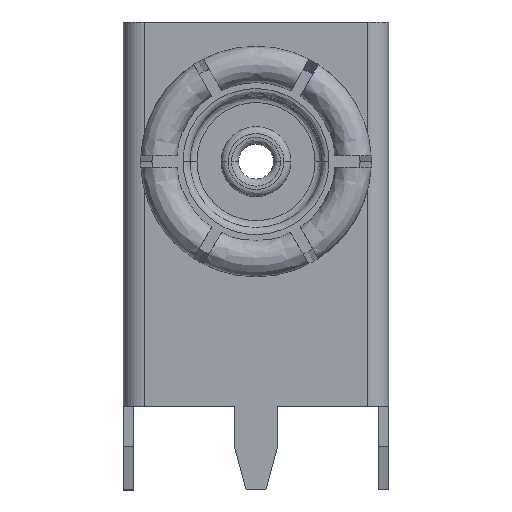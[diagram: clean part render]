
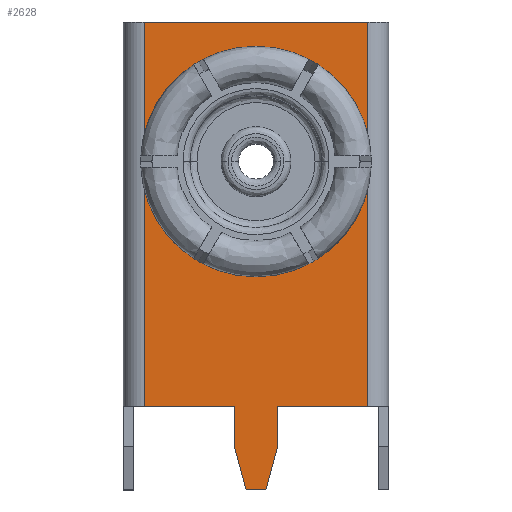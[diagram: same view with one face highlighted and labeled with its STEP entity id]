
A CAD part, top view. The second image highlights one B-rep face of the part: STEP entity #2628.
In plain terms, the highlighted planar face has unit normal (0, 0, 1).
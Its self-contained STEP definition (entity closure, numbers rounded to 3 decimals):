
#8 = CARTESIAN_POINT ( 'NONE',  ( 4.713, -2.735, 0.254 ) ) ;
#14 = CARTESIAN_POINT ( 'NONE',  ( 5.864, -4.259, 0.254 ) ) ;
#24 = DIRECTION ( 'NONE',  ( 0., 0., 1. ) ) ;
#178 = EDGE_CURVE ( 'NONE', #5519, #3231, #5965, .T. ) ;
#180 = DIRECTION ( 'NONE',  ( -1., 0., 0. ) ) ;
#254 = CARTESIAN_POINT ( 'NONE',  ( 5.5, 12.759, 0.254 ) ) ;
#272 = CARTESIAN_POINT ( 'NONE',  ( 1.436, -2.735, 0.254 ) ) ;
#320 = EDGE_LOOP ( 'NONE', ( #4731, #4689 ) ) ;
#344 = DIRECTION ( 'NONE',  ( -0.259, -0.966, 0. ) ) ;
#446 = CARTESIAN_POINT ( 'NONE',  ( 6.287, -2.678, 0.254 ) ) ;
#466 = ORIENTED_EDGE ( 'NONE', *, *, #5285, .F. ) ;
#518 = ORIENTED_EDGE ( 'NONE', *, *, #1935, .F. ) ;
#569 = VECTOR ( 'NONE', #2198, 1000. ) ;
#579 = AXIS2_PLACEMENT_3D ( 'NONE', #1636, #1094, #1058 ) ;
#585 = CIRCLE ( 'NONE', #4400, 0.762 ) ;
#650 = CARTESIAN_POINT ( 'NONE',  ( 4.713, -1.211, 0.254 ) ) ;
#737 = LINE ( 'NONE', #3841, #747 ) ;
#747 = VECTOR ( 'NONE', #6041, 1000. ) ;
#801 = CARTESIAN_POINT ( 'NONE',  ( 5.5, -1.211, 0.254 ) ) ;
#907 = VERTEX_POINT ( 'NONE', #5503 ) ;
#914 = LINE ( 'NONE', #254, #1650 ) ;
#916 = CARTESIAN_POINT ( 'NONE',  ( 6.287, -2.678, 0.254 ) ) ;
#931 = DIRECTION ( 'NONE',  ( 0., 1., 0. ) ) ;
#1041 = CARTESIAN_POINT ( 'NONE',  ( 1.436, 12.759, 0.254 ) ) ;
#1058 = DIRECTION ( 'NONE',  ( 0., 1., 0. ) ) ;
#1094 = DIRECTION ( 'NONE',  ( 0., 0., -1. ) ) ;
#1216 = AXIS2_PLACEMENT_3D ( 'NONE', #2842, #4881, #5393 ) ;
#1273 = ORIENTED_EDGE ( 'NONE', *, *, #4713, .F. ) ;
#1290 = VECTOR ( 'NONE', #931, 1000. ) ;
#1363 = DIRECTION ( 'NONE',  ( 0., 1., 0. ) ) ;
#1518 = EDGE_CURVE ( 'NONE', #6123, #3857, #5038, .T. ) ;
#1606 = FACE_OUTER_BOUND ( 'NONE', #4152, .T. ) ;
#1636 = CARTESIAN_POINT ( 'NONE',  ( 5.5, -2.735, 0.254 ) ) ;
#1647 = ORIENTED_EDGE ( 'NONE', *, *, #3036, .F. ) ;
#1650 = VECTOR ( 'NONE', #4080, 1000. ) ;
#1763 = EDGE_CURVE ( 'NONE', #3946, #5183, #914, .T. ) ;
#1906 = DIRECTION ( 'NONE',  ( 0., -1., 0. ) ) ;
#1935 = EDGE_CURVE ( 'NONE', #907, #2855, #5301, .T. ) ;
#1983 = CARTESIAN_POINT ( 'NONE',  ( 1.436, -1.211, 0.254 ) ) ;
#2006 = ORIENTED_EDGE ( 'NONE', *, *, #6168, .F. ) ;
#2198 = DIRECTION ( 'NONE',  ( -0.259, 0.966, 0. ) ) ;
#2233 = EDGE_CURVE ( 'NONE', #5183, #3304, #3482, .T. ) ;
#2381 = LINE ( 'NONE', #4513, #5562 ) ;
#2404 = CARTESIAN_POINT ( 'NONE',  ( 6.287, -2.735, 0.254 ) ) ;
#2602 = VECTOR ( 'NONE', #344, 1000. ) ;
#2613 = FACE_BOUND ( 'NONE', #320, .T. ) ;
#2628 = ADVANCED_FACE ( 'NONE', ( #1606, #2613 ), #5213, .F. ) ;
#2813 = CARTESIAN_POINT ( 'NONE',  ( 4.738, 7.679, 0.254 ) ) ;
#2842 = CARTESIAN_POINT ( 'NONE',  ( 5.5, 7.679, 0.254 ) ) ;
#2855 = VERTEX_POINT ( 'NONE', #6581 ) ;
#2865 = ORIENTED_EDGE ( 'NONE', *, *, #4702, .F. ) ;
#2990 = LINE ( 'NONE', #8, #4304 ) ;
#3036 = EDGE_CURVE ( 'NONE', #4852, #907, #2381, .T. ) ;
#3069 = ORIENTED_EDGE ( 'NONE', *, *, #1518, .F. ) ;
#3157 = VECTOR ( 'NONE', #180, 1000. ) ;
#3231 = VERTEX_POINT ( 'NONE', #2813 ) ;
#3304 = VERTEX_POINT ( 'NONE', #4329 ) ;
#3482 = LINE ( 'NONE', #5667, #4985 ) ;
#3553 = CARTESIAN_POINT ( 'NONE',  ( 6.287, -1.211, 0.254 ) ) ;
#3588 = LINE ( 'NONE', #446, #2602 ) ;
#3841 = CARTESIAN_POINT ( 'NONE',  ( 5.5, -1.211, 0.254 ) ) ;
#3857 = VERTEX_POINT ( 'NONE', #916 ) ;
#3946 = VERTEX_POINT ( 'NONE', #1041 ) ;
#4080 = DIRECTION ( 'NONE',  ( 1., 0., 0. ) ) ;
#4152 = EDGE_LOOP ( 'NONE', ( #2865, #4838, #518, #1647, #466, #3069, #1273, #6540, #4236, #2006 ) ) ;
#4236 = ORIENTED_EDGE ( 'NONE', *, *, #1763, .F. ) ;
#4304 = VECTOR ( 'NONE', #1363, 1000. ) ;
#4329 = CARTESIAN_POINT ( 'NONE',  ( 9.564, -1.211, 0.254 ) ) ;
#4373 = CARTESIAN_POINT ( 'NONE',  ( 5.136, -4.259, 0.254 ) ) ;
#4400 = AXIS2_PLACEMENT_3D ( 'NONE', #5362, #24, #4826 ) ;
#4509 = CARTESIAN_POINT ( 'NONE',  ( 9.564, 12.759, 0.254 ) ) ;
#4513 = CARTESIAN_POINT ( 'NONE',  ( 5.5, -4.259, 0.254 ) ) ;
#4583 = DIRECTION ( 'NONE',  ( 0., -1., 0. ) ) ;
#4689 = ORIENTED_EDGE ( 'NONE', *, *, #6001, .F. ) ;
#4702 = EDGE_CURVE ( 'NONE', #6243, #4822, #737, .T. ) ;
#4713 = EDGE_CURVE ( 'NONE', #3304, #6123, #5431, .T. ) ;
#4731 = ORIENTED_EDGE ( 'NONE', *, *, #178, .F. ) ;
#4822 = VERTEX_POINT ( 'NONE', #1983 ) ;
#4826 = DIRECTION ( 'NONE',  ( 1., 0., 0. ) ) ;
#4838 = ORIENTED_EDGE ( 'NONE', *, *, #6116, .F. ) ;
#4852 = VERTEX_POINT ( 'NONE', #14 ) ;
#4881 = DIRECTION ( 'NONE',  ( 0., 0., 1. ) ) ;
#4985 = VECTOR ( 'NONE', #4583, 1000. ) ;
#5015 = LINE ( 'NONE', #272, #1290 ) ;
#5038 = LINE ( 'NONE', #2404, #6638 ) ;
#5183 = VERTEX_POINT ( 'NONE', #4509 ) ;
#5213 = PLANE ( 'NONE',  #579 ) ;
#5285 = EDGE_CURVE ( 'NONE', #3857, #4852, #3588, .T. ) ;
#5301 = LINE ( 'NONE', #4373, #569 ) ;
#5362 = CARTESIAN_POINT ( 'NONE',  ( 5.5, 7.679, 0.254 ) ) ;
#5393 = DIRECTION ( 'NONE',  ( 1., 0., 0. ) ) ;
#5431 = LINE ( 'NONE', #801, #3157 ) ;
#5503 = CARTESIAN_POINT ( 'NONE',  ( 5.136, -4.259, 0.254 ) ) ;
#5519 = VERTEX_POINT ( 'NONE', #5836 ) ;
#5562 = VECTOR ( 'NONE', #6602, 1000. ) ;
#5667 = CARTESIAN_POINT ( 'NONE',  ( 9.564, -2.735, 0.254 ) ) ;
#5836 = CARTESIAN_POINT ( 'NONE',  ( 6.262, 7.679, 0.254 ) ) ;
#5965 = CIRCLE ( 'NONE', #1216, 0.762 ) ;
#6001 = EDGE_CURVE ( 'NONE', #3231, #5519, #585, .T. ) ;
#6041 = DIRECTION ( 'NONE',  ( -1., 0., 0. ) ) ;
#6116 = EDGE_CURVE ( 'NONE', #2855, #6243, #2990, .T. ) ;
#6123 = VERTEX_POINT ( 'NONE', #3553 ) ;
#6168 = EDGE_CURVE ( 'NONE', #4822, #3946, #5015, .T. ) ;
#6243 = VERTEX_POINT ( 'NONE', #650 ) ;
#6540 = ORIENTED_EDGE ( 'NONE', *, *, #2233, .F. ) ;
#6581 = CARTESIAN_POINT ( 'NONE',  ( 4.713, -2.678, 0.254 ) ) ;
#6602 = DIRECTION ( 'NONE',  ( -1., 0., 0. ) ) ;
#6638 = VECTOR ( 'NONE', #1906, 1000. ) ;
